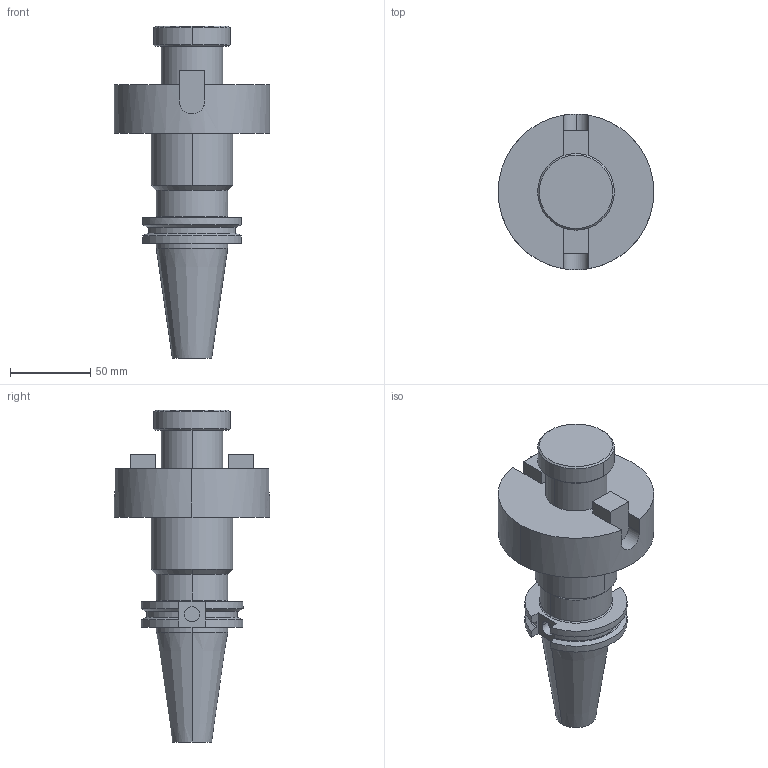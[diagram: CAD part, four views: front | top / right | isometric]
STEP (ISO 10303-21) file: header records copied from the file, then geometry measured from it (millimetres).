
FILE_DESCRIPTION (( 'STEP AP203' ), '1' );
FILE_NAME ('STP-22717-4.STEP', '2017-01-23T01:53:25', ( '' ), ( '' ), 'SwSTEP 2.0', 'SolidWorks 2015', '' );
FILE_SCHEMA (( 'CONFIG_CONTROL_DESIGN' ));
Length unit declared in the file: millimetre
Products named in the file (1): STP-22717-4
Bounding box: 96.77 x 96.77 x 206.43 mm (x, y, z)
Volume: 473444.3 mm3; surface area: 61015 mm2
Topology: 4 solids, 4 shells, 87 faces, 210 edges, 136 vertices
Faces by surface type: plane 37, cylinder 32, cone 15, bspline 3
Entity records: 2986 total; most frequent: CARTESIAN_POINT 856, DIRECTION 443, ORIENTED_EDGE 416, EDGE_CURVE 208, AXIS2_PLACEMENT_3D 167, VERTEX_POINT 136, VECTOR 109, LINE 109
